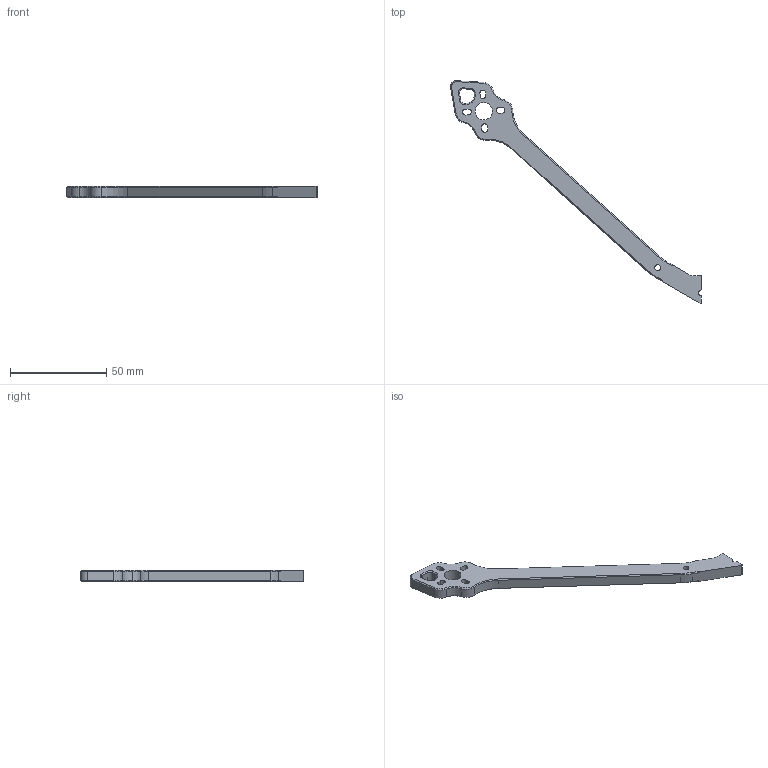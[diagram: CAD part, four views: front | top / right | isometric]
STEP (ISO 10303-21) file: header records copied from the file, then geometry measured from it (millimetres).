
FILE_DESCRIPTION(/* description */ (''),/* implementation_level */ '2;1');
FILE_NAME(/* name */ 'cult-arm7back-6mm.step',/* time_stamp */ '2022-04-12T11:19:18+02:00',/* author */ (''),/* organization */ (''),/* preprocessor_version */ 'ST-DEVELOPER v18.1',/* originating_system */ 'Autodesk Translation Framework v10.14.0.1471',/* authorisation */ '');
FILE_SCHEMA (('AUTOMOTIVE_DESIGN { 1 0 10303 214 3 1 1 }'));
Length unit declared in the file: millimetre
Products named in the file (1): Arm 7" DC back
Bounding box: 130.23 x 115.51 x 6 mm (x, y, z)
Volume: 11185.4 mm3; surface area: 6450.7 mm2
Topology: 1 solids, 1 shells, 106 faces, 264 edges, 160 vertices
Faces by surface type: plane 43, cone 30, cylinder 29, bspline 4
Full cylindrical faces by diameter (mm): 3 x1, 9 x1
Entity records: 3261 total; most frequent: CARTESIAN_POINT 647, DIRECTION 550, ORIENTED_EDGE 528, EDGE_CURVE 264, AXIS2_PLACEMENT_3D 191, LINE 168, VECTOR 168, VERTEX_POINT 160
